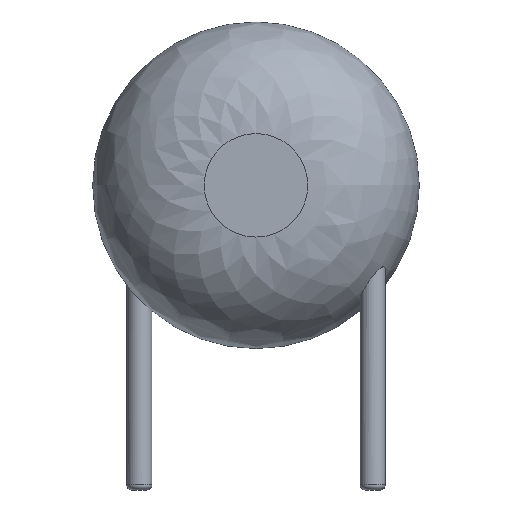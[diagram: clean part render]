
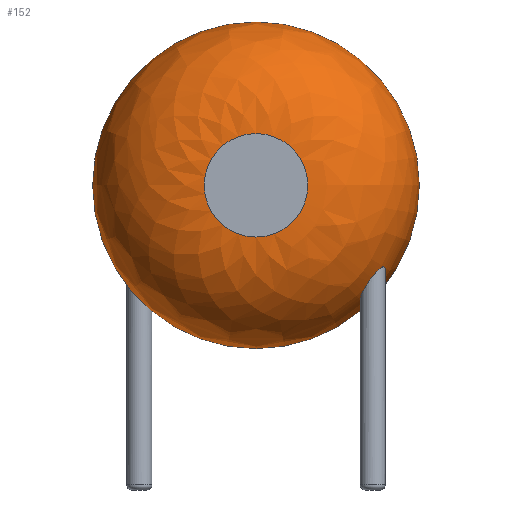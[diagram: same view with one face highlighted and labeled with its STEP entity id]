
A CAD part, front view. The second image highlights one B-rep face of the part: STEP entity #152.
In plain terms, the highlighted face is a revolution surface.
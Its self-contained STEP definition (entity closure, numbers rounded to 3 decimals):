
#24 = VERTEX_POINT('',#25);
#25 = CARTESIAN_POINT('',(6.,-1.06,3.53));
#31 = EDGE_CURVE('',#24,#24,#32,.T.);
#32 = CIRCLE('',#33,3.5);
#33 = AXIS2_PLACEMENT_3D('',#34,#35,#36);
#34 = CARTESIAN_POINT('',(2.5,-1.06,3.53));
#35 = DIRECTION('',(0.,-1.,0.));
#36 = DIRECTION('',(1.,0.,0.));
#152 = ADVANCED_FACE('',(#153,#173),#249,.T.);
#153 = FACE_BOUND('',#154,.T.);
#154 = EDGE_LOOP('',(#155,#156,#165,#172));
#155 = ORIENTED_EDGE('',*,*,#31,.T.);
#156 = ORIENTED_EDGE('',*,*,#157,.T.);
#157 = EDGE_CURVE('',#24,#158,#160,.T.);
#158 = VERTEX_POINT('',#159);
#159 = CARTESIAN_POINT('',(3.61,-3.45,3.53));
#160 = CIRCLE('',#161,2.39);
#161 = AXIS2_PLACEMENT_3D('',#162,#163,#164);
#162 = CARTESIAN_POINT('',(3.61,-1.06,3.53));
#163 = DIRECTION('',(0.,0.,-1.));
#164 = DIRECTION('',(1.,0.,0.));
#165 = ORIENTED_EDGE('',*,*,#166,.F.);
#166 = EDGE_CURVE('',#158,#158,#167,.T.);
#167 = CIRCLE('',#168,1.11);
#168 = AXIS2_PLACEMENT_3D('',#169,#170,#171);
#169 = CARTESIAN_POINT('',(2.5,-3.45,3.53));
#170 = DIRECTION('',(0.,-1.,0.));
#171 = DIRECTION('',(1.,0.,0.));
#172 = ORIENTED_EDGE('',*,*,#157,.F.);
#173 = FACE_BOUND('',#174,.T.);
#174 = EDGE_LOOP('',(#175,#196));
#175 = ORIENTED_EDGE('',*,*,#176,.T.);
#176 = EDGE_CURVE('',#177,#179,#181,.T.);
#177 = VERTEX_POINT('',#178);
#178 = CARTESIAN_POINT('',(5.27,-2.,1.723));
#179 = VERTEX_POINT('',#180);
#180 = CARTESIAN_POINT('',(5.011,-1.73,1.231
));
#181 = B_SPLINE_CURVE_WITH_KNOTS('',7,(#182,#183,#184,#185,#186,#187,
#188,#189,#190,#191,#192,#193,#194,#195),.UNSPECIFIED.,.F.,.F.,(8,6,
8),(0.,0.573,1.),.UNSPECIFIED.);
#182 = CARTESIAN_POINT('',(5.27,-2.,1.723));
#183 = CARTESIAN_POINT('',(5.27,-1.964,1.695));
#184 = CARTESIAN_POINT('',(5.265,-1.93,1.661
));
#185 = CARTESIAN_POINT('',(5.254,-1.896,1.623
));
#186 = CARTESIAN_POINT('',(5.239,-1.866,1.582
));
#187 = CARTESIAN_POINT('',(5.22,-1.837,1.539
));
#188 = CARTESIAN_POINT('',(5.197,-1.813,1.495
));
#189 = CARTESIAN_POINT('',(5.153,-1.776,1.418
));
#190 = CARTESIAN_POINT('',(5.132,-1.762,1.385
));
#191 = CARTESIAN_POINT('',(5.109,-1.751,1.353)
);
#192 = CARTESIAN_POINT('',(5.086,-1.742,1.321
));
#193 = CARTESIAN_POINT('',(5.061,-1.735,1.29
));
#194 = CARTESIAN_POINT('',(5.036,-1.731,1.26)
);
#195 = CARTESIAN_POINT('',(5.011,-1.73,1.231
));
#196 = ORIENTED_EDGE('',*,*,#197,.T.);
#197 = EDGE_CURVE('',#179,#177,#198,.T.);
#198 = B_SPLINE_CURVE_WITH_KNOTS('',7,(#199,#200,#201,#202,#203,#204,
#205,#206,#207,#208,#209,#210,#211,#212,#213,#214,#215,#216,#217,
#218,#219,#220,#221,#222,#223,#224,#225,#226,#227,#228,#229,#230,
#231,#232,#233,#234,#235,#236,#237,#238,#239,#240,#241,#242,#243,
#244,#245,#246,#247,#248),.UNSPECIFIED.,.F.,.F.,(8,6,6,6,6,6,6,6,8),
(0.,0.146,0.239,0.351,0.411,
0.587,0.802,0.883,1.),.UNSPECIFIED.);
#199 = CARTESIAN_POINT('',(5.011,-1.73,1.231
));
#200 = CARTESIAN_POINT('',(4.985,-1.729,1.203)
);
#201 = CARTESIAN_POINT('',(4.958,-1.731,1.175
));
#202 = CARTESIAN_POINT('',(4.932,-1.736,1.15
));
#203 = CARTESIAN_POINT('',(4.906,-1.744,1.127)
);
#204 = CARTESIAN_POINT('',(4.881,-1.755,1.107)
);
#205 = CARTESIAN_POINT('',(4.857,-1.769,1.09
));
#206 = CARTESIAN_POINT('',(4.821,-1.797,1.068)
);
#207 = CARTESIAN_POINT('',(4.808,-1.809,1.061));
#208 = CARTESIAN_POINT('',(4.796,-1.822,1.055)
);
#209 = CARTESIAN_POINT('',(4.784,-1.836,1.051
));
#210 = CARTESIAN_POINT('',(4.774,-1.851,1.049
));
#211 = CARTESIAN_POINT('',(4.765,-1.866,1.048
));
#212 = CARTESIAN_POINT('',(4.748,-1.902,1.05
));
#213 = CARTESIAN_POINT('',(4.74,-1.922,1.054
));
#214 = CARTESIAN_POINT('',(4.734,-1.943,1.059
));
#215 = CARTESIAN_POINT('',(4.731,-1.964,1.068
));
#216 = CARTESIAN_POINT('',(4.729,-1.986,1.078)
);
#217 = CARTESIAN_POINT('',(4.729,-2.007,1.091
));
#218 = CARTESIAN_POINT('',(4.733,-2.039,1.113
));
#219 = CARTESIAN_POINT('',(4.734,-2.05,1.121));
#220 = CARTESIAN_POINT('',(4.736,-2.061,1.13
));
#221 = CARTESIAN_POINT('',(4.739,-2.071,1.139
));
#222 = CARTESIAN_POINT('',(4.742,-2.082,1.149
));
#223 = CARTESIAN_POINT('',(4.746,-2.092,1.159
));
#224 = CARTESIAN_POINT('',(4.762,-2.132,1.201
));
#225 = CARTESIAN_POINT('',(4.778,-2.159,1.236
));
#226 = CARTESIAN_POINT('',(4.797,-2.184,1.273
));
#227 = CARTESIAN_POINT('',(4.819,-2.205,1.313
));
#228 = CARTESIAN_POINT('',(4.844,-2.224,1.354)
);
#229 = CARTESIAN_POINT('',(4.87,-2.239,1.396
));
#230 = CARTESIAN_POINT('',(4.932,-2.264,1.489)
);
#231 = CARTESIAN_POINT('',(4.968,-2.272,1.54
));
#232 = CARTESIAN_POINT('',(5.006,-2.275,1.59
));
#233 = CARTESIAN_POINT('',(5.044,-2.272,1.637
));
#234 = CARTESIAN_POINT('',(5.082,-2.262,1.68
));
#235 = CARTESIAN_POINT('',(5.118,-2.246,1.716
));
#236 = CARTESIAN_POINT('',(5.164,-2.215,1.753)
);
#237 = CARTESIAN_POINT('',(5.176,-2.206,1.762
));
#238 = CARTESIAN_POINT('',(5.188,-2.195,1.769)
);
#239 = CARTESIAN_POINT('',(5.199,-2.184,1.775
));
#240 = CARTESIAN_POINT('',(5.209,-2.172,1.779)
);
#241 = CARTESIAN_POINT('',(5.218,-2.16,1.782)
);
#242 = CARTESIAN_POINT('',(5.239,-2.128,1.784
));
#243 = CARTESIAN_POINT('',(5.249,-2.108,1.781
));
#244 = CARTESIAN_POINT('',(5.258,-2.087,1.776
));
#245 = CARTESIAN_POINT('',(5.264,-2.065,1.767
));
#246 = CARTESIAN_POINT('',(5.268,-2.043,1.755
));
#247 = CARTESIAN_POINT('',(5.27,-2.022,1.74));
#248 = CARTESIAN_POINT('',(5.27,-2.,1.723));
#249 = SURFACE_OF_REVOLUTION('',#250,#263);
#250 = B_SPLINE_CURVE_WITH_KNOTS('',6,(#251,#252,#253,#254,#255,#256,
#257,#258,#259,#260,#261,#262),.UNSPECIFIED.,.F.,.F.,(7,5,7),(0.,
0.785,1.571),.UNSPECIFIED.);
#251 = CARTESIAN_POINT('',(6.,-1.06,3.53));
#252 = CARTESIAN_POINT('',(6.,-1.373,3.53));
#253 = CARTESIAN_POINT('',(5.951,-1.686,3.53));
#254 = CARTESIAN_POINT('',(5.853,-1.989,3.53));
#255 = CARTESIAN_POINT('',(5.708,-2.273,3.53));
#256 = CARTESIAN_POINT('',(5.521,-2.529,3.53));
#257 = CARTESIAN_POINT('',(5.079,-2.971,3.53));
#258 = CARTESIAN_POINT('',(4.823,-3.158,3.53));
#259 = CARTESIAN_POINT('',(4.539,-3.303,3.53));
#260 = CARTESIAN_POINT('',(4.236,-3.401,3.53));
#261 = CARTESIAN_POINT('',(3.923,-3.45,3.53));
#262 = CARTESIAN_POINT('',(3.61,-3.45,3.53));
#263 = AXIS1_PLACEMENT('',#264,#265);
#264 = CARTESIAN_POINT('',(2.5,-1.06,3.53));
#265 = DIRECTION('',(0.,-1.,0.));
